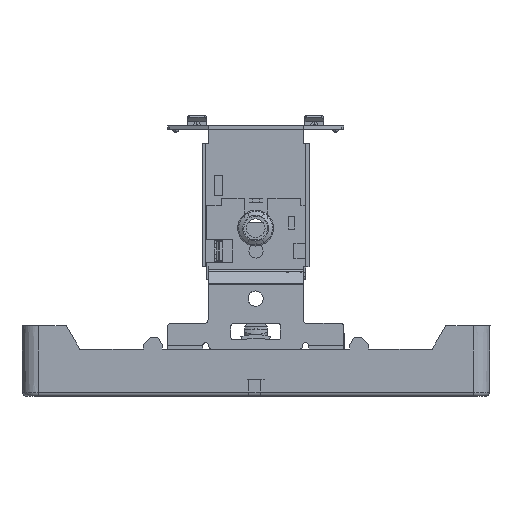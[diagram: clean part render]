
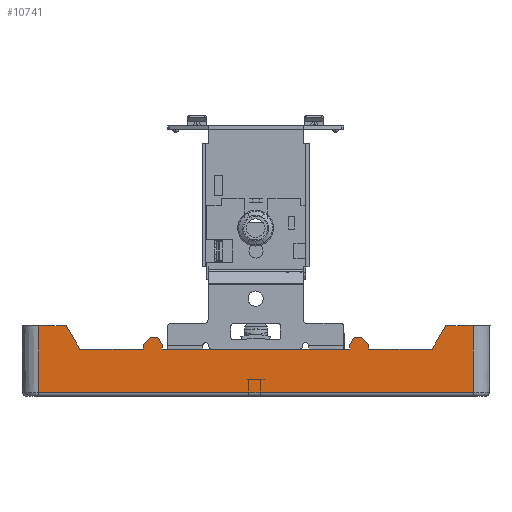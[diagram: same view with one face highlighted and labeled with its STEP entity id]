
A CAD part, left-side view. The second image highlights one B-rep face of the part: STEP entity #10741.
In plain terms, the highlighted face is planar.
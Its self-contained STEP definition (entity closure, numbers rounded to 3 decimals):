
#777=DIRECTION('',(1.,0.,0.));
#778=VECTOR('',#777,11.726);
#779=CARTESIAN_POINT('',(80.774,359.087,0.));
#780=LINE('',#779,#778);
#1087=DIRECTION('',(1.,0.,0.));
#1088=VECTOR('',#1087,11.726);
#1089=CARTESIAN_POINT('',(-92.5,359.087,0.));
#1090=LINE('',#1089,#1088);
#2211=DIRECTION('',(-1.,0.,0.));
#2212=VECTOR('',#2211,80.);
#2213=CARTESIAN_POINT('',(40.,359.,10.));
#2214=LINE('',#2213,#2212);
#2522=DIRECTION('',(0.,0.009,-1.));
#2523=VECTOR('',#2522,2.);
#2524=CARTESIAN_POINT('',(-40.,359.,10.));
#2525=LINE('',#2524,#2523);
#2530=DIRECTION('',(0.707,0.006,-0.707));
#2531=VECTOR('',#2530,4.243);
#2532=CARTESIAN_POINT('',(-48.,359.017,8.));
#2533=LINE('',#2532,#2531);
#2534=DIRECTION('',(1.,0.,0.));
#2535=VECTOR('',#2534,3.268);
#2536=CARTESIAN_POINT('',(-45.,359.044,5.));
#2537=LINE('',#2536,#2535);
#2538=DIRECTION('',(0.5,-0.008,0.866));
#2539=VECTOR('',#2538,3.464);
#2540=CARTESIAN_POINT('',(-41.732,359.044,5.));
#2541=LINE('',#2540,#2539);
#2542=DIRECTION('',(0.5,0.008,-0.866));
#2543=VECTOR('',#2542,3.464);
#2544=CARTESIAN_POINT('',(40.,359.017,8.));
#2545=LINE('',#2544,#2543);
#2546=DIRECTION('',(1.,0.,0.));
#2547=VECTOR('',#2546,3.268);
#2548=CARTESIAN_POINT('',(41.732,359.044,5.));
#2549=LINE('',#2548,#2547);
#2550=DIRECTION('',(0.707,-0.006,0.707));
#2551=VECTOR('',#2550,4.243);
#2552=CARTESIAN_POINT('',(45.,359.044,5.));
#2553=LINE('',#2552,#2551);
#2558=DIRECTION('',(0.5,-0.008,0.866));
#2559=VECTOR('',#2558,11.547);
#2560=CARTESIAN_POINT('',(-80.774,359.087,0.));
#2561=LINE('',#2560,#2559);
#2574=DIRECTION('',(1.,0.,0.));
#2575=VECTOR('',#2574,27.);
#2576=CARTESIAN_POINT('',(-75.,359.,10.));
#2577=LINE('',#2576,#2575);
#2582=DIRECTION('',(0.,-0.009,1.));
#2583=VECTOR('',#2582,2.);
#2584=CARTESIAN_POINT('',(-48.,359.017,8.));
#2585=LINE('',#2584,#2583);
#2594=DIRECTION('',(0.,-0.009,1.));
#2595=VECTOR('',#2594,2.);
#2596=CARTESIAN_POINT('',(40.,359.017,8.));
#2597=LINE('',#2596,#2595);
#2634=DIRECTION('',(0.5,0.008,-0.866));
#2635=VECTOR('',#2634,11.547);
#2636=CARTESIAN_POINT('',(75.,359.,10.));
#2637=LINE('',#2636,#2635);
#2638=DIRECTION('',(1.,0.,0.));
#2639=VECTOR('',#2638,27.);
#2640=CARTESIAN_POINT('',(48.,359.,10.));
#2641=LINE('',#2640,#2639);
#2658=DIRECTION('',(0.,0.009,-1.));
#2659=VECTOR('',#2658,2.);
#2660=CARTESIAN_POINT('',(48.,359.,10.));
#2661=LINE('',#2660,#2659);
#2694=DIRECTION('',(0.,0.009,-1.));
#2695=VECTOR('',#2694,28.514);
#2696=CARTESIAN_POINT('',(92.5,358.838,28.513));
#2697=LINE('',#2696,#2695);
#2717=DIRECTION('',(1.,0.,0.));
#2718=VECTOR('',#2717,185.);
#2719=CARTESIAN_POINT('',(-92.5,358.838,28.513));
#2720=LINE('',#2719,#2718);
#2744=DIRECTION('',(0.,-0.009,1.));
#2745=VECTOR('',#2744,28.514);
#2746=CARTESIAN_POINT('',(-92.5,359.087,0.));
#2747=LINE('',#2746,#2745);
#6302=CARTESIAN_POINT('',(-92.5,358.838,28.513));
#6303=VERTEX_POINT('',#6302);
#6306=CARTESIAN_POINT('',(92.5,358.838,28.513));
#6307=VERTEX_POINT('',#6306);
#6520=CARTESIAN_POINT('',(-92.5,359.087,0.));
#6521=VERTEX_POINT('',#6520);
#6522=CARTESIAN_POINT('',(92.5,359.087,0.));
#6523=VERTEX_POINT('',#6522);
#6768=CARTESIAN_POINT('',(45.,359.044,5.));
#6769=CARTESIAN_POINT('',(48.,359.017,8.));
#6770=VERTEX_POINT('',#6768);
#6771=VERTEX_POINT('',#6769);
#6772=CARTESIAN_POINT('',(48.,359.,10.));
#6773=VERTEX_POINT('',#6772);
#6774=CARTESIAN_POINT('',(40.,359.017,8.));
#6775=CARTESIAN_POINT('',(40.,359.,10.));
#6776=VERTEX_POINT('',#6774);
#6777=VERTEX_POINT('',#6775);
#6778=CARTESIAN_POINT('',(41.732,359.044,5.));
#6779=VERTEX_POINT('',#6778);
#6780=CARTESIAN_POINT('',(-48.,359.017,8.));
#6781=CARTESIAN_POINT('',(-45.,359.044,5.));
#6782=VERTEX_POINT('',#6780);
#6783=VERTEX_POINT('',#6781);
#6784=CARTESIAN_POINT('',(-48.,359.,10.));
#6785=VERTEX_POINT('',#6784);
#6786=CARTESIAN_POINT('',(-41.732,359.044,5.));
#6787=VERTEX_POINT('',#6786);
#6788=CARTESIAN_POINT('',(-40.,359.017,8.));
#6789=VERTEX_POINT('',#6788);
#6790=CARTESIAN_POINT('',(-40.,359.,10.));
#6791=VERTEX_POINT('',#6790);
#6792=CARTESIAN_POINT('',(75.,359.,10.));
#6794=VERTEX_POINT('',#6792);
#6796=CARTESIAN_POINT('',(-75.,359.,10.));
#6798=VERTEX_POINT('',#6796);
#6801=CARTESIAN_POINT('',(80.774,359.087,0.));
#6803=VERTEX_POINT('',#6801);
#6805=CARTESIAN_POINT('',(-80.774,359.087,0.));
#6807=VERTEX_POINT('',#6805);
#10699=CARTESIAN_POINT('',(-50.,359.,10.));
#10700=DIRECTION('',(0.,1.,0.009));
#10701=DIRECTION('',(1.,0.,0.));
#10702=AXIS2_PLACEMENT_3D('',#10699,#10700,#10701);
#10703=PLANE('',#10702);
#10705=ORIENTED_EDGE('',*,*,#10704,.T.);
#10707=ORIENTED_EDGE('',*,*,#10706,.T.);
#10709=ORIENTED_EDGE('',*,*,#10708,.F.);
#10711=ORIENTED_EDGE('',*,*,#10710,.T.);
#10713=ORIENTED_EDGE('',*,*,#10712,.T.);
#10714=ORIENTED_EDGE('',*,*,#10690,.T.);
#10715=ORIENTED_EDGE('',*,*,#10680,.F.);
#10716=ORIENTED_EDGE('',*,*,#10377,.F.);
#10718=ORIENTED_EDGE('',*,*,#10717,.F.);
#10720=ORIENTED_EDGE('',*,*,#10719,.T.);
#10722=ORIENTED_EDGE('',*,*,#10721,.T.);
#10724=ORIENTED_EDGE('',*,*,#10723,.T.);
#10726=ORIENTED_EDGE('',*,*,#10725,.F.);
#10728=ORIENTED_EDGE('',*,*,#10727,.T.);
#10730=ORIENTED_EDGE('',*,*,#10729,.T.);
#10731=ORIENTED_EDGE('',*,*,#8178,.T.);
#10733=ORIENTED_EDGE('',*,*,#10732,.F.);
#10735=ORIENTED_EDGE('',*,*,#10734,.F.);
#10737=ORIENTED_EDGE('',*,*,#10736,.F.);
#10738=ORIENTED_EDGE('',*,*,#8652,.T.);
#10739=EDGE_LOOP('',(#10705,#10707,#10709,#10711,#10713,#10714,#10715,#10716,
#10718,#10720,#10722,#10724,#10726,#10728,#10730,#10731,#10733,#10735,#10737,
#10738));
#10740=FACE_OUTER_BOUND('',#10739,.F.);
#10741=ADVANCED_FACE('',(#10740),#10703,.T.);
#8178=EDGE_CURVE('',#6803,#6523,#780,.T.);
#8652=EDGE_CURVE('',#6521,#6807,#1090,.T.);
#10377=EDGE_CURVE('',#6777,#6791,#2214,.T.);
#10680=EDGE_CURVE('',#6791,#6789,#2525,.T.);
#10690=EDGE_CURVE('',#6787,#6789,#2541,.T.);
#10704=EDGE_CURVE('',#6807,#6798,#2561,.T.);
#10706=EDGE_CURVE('',#6798,#6785,#2577,.T.);
#10708=EDGE_CURVE('',#6782,#6785,#2585,.T.);
#10710=EDGE_CURVE('',#6782,#6783,#2533,.T.);
#10712=EDGE_CURVE('',#6783,#6787,#2537,.T.);
#10717=EDGE_CURVE('',#6776,#6777,#2597,.T.);
#10719=EDGE_CURVE('',#6776,#6779,#2545,.T.);
#10721=EDGE_CURVE('',#6779,#6770,#2549,.T.);
#10723=EDGE_CURVE('',#6770,#6771,#2553,.T.);
#10725=EDGE_CURVE('',#6773,#6771,#2661,.T.);
#10727=EDGE_CURVE('',#6773,#6794,#2641,.T.);
#10729=EDGE_CURVE('',#6794,#6803,#2637,.T.);
#10732=EDGE_CURVE('',#6307,#6523,#2697,.T.);
#10734=EDGE_CURVE('',#6303,#6307,#2720,.T.);
#10736=EDGE_CURVE('',#6521,#6303,#2747,.T.);
